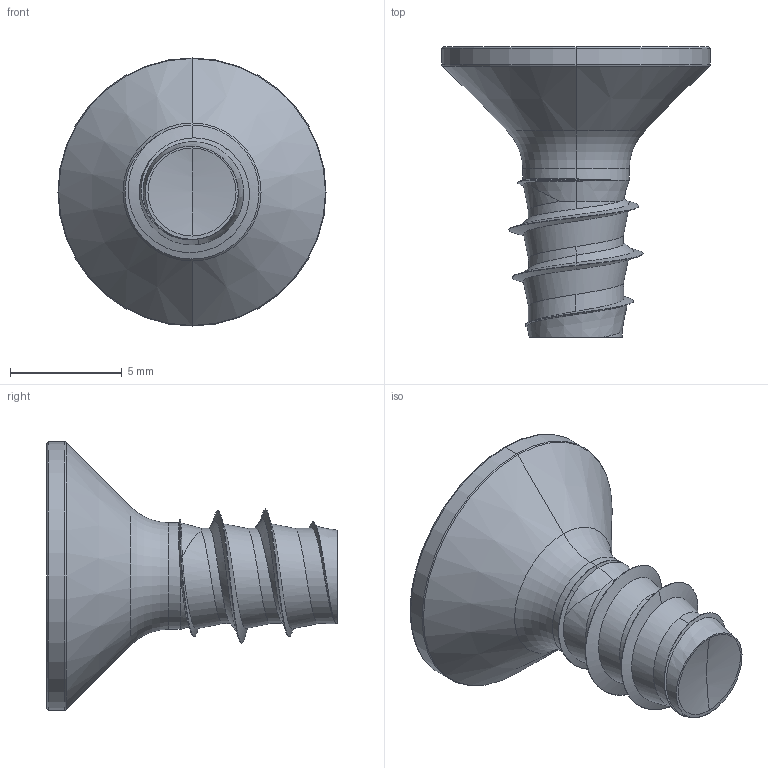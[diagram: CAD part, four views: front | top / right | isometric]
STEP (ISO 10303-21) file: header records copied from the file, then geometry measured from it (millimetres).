
FILE_DESCRIPTION (( 'STEP AP203' ), '1' );
FILE_NAME ('STP330600130.STEP', '2017-08-15T16:48:46', ( '' ), ( '' ), 'SwSTEP 2.0', 'SolidWorks 2015', '' );
FILE_SCHEMA (( 'CONFIG_CONTROL_DESIGN' ));
Length unit declared in the file: millimetre
Products named in the file (1): STP330600130
Bounding box: 12 x 13 x 12 mm (x, y, z)
Volume: 423.7 mm3; surface area: 498.7 mm2
Topology: 1 solids, 1 shells, 168 faces, 373 edges, 207 vertices
Faces by surface type: cylinder 52, bspline 51, sphere 26, plane 22, cone 11, torus 6
Entity records: 12513 total; most frequent: CARTESIAN_POINT 9140, ORIENTED_EDGE 742, DIRECTION 623, EDGE_CURVE 371, AXIS2_PLACEMENT_3D 258, VERTEX_POINT 207, EDGE_LOOP 170, ADVANCED_FACE 168
